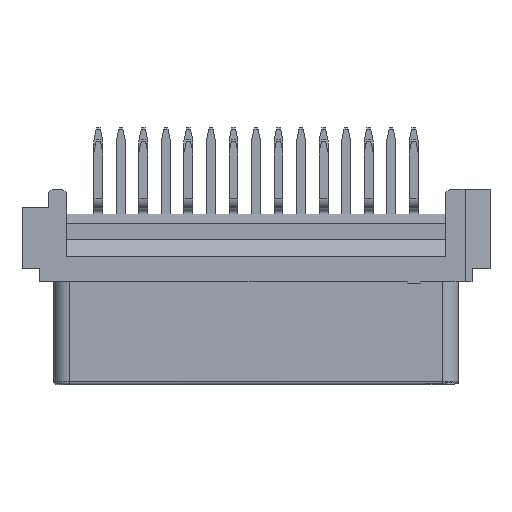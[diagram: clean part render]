
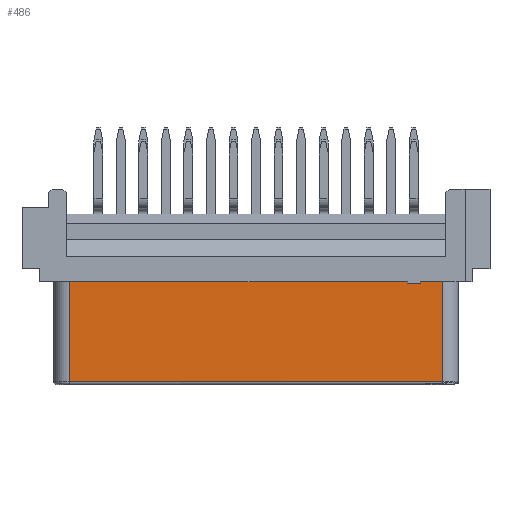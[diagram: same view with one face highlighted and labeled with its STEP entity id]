
A CAD part, top view. The second image highlights one B-rep face of the part: STEP entity #486.
In plain terms, the highlighted planar face has unit normal (0, 0, 1).
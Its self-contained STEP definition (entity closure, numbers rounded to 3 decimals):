
#93=CARTESIAN_POINT('',(12.44,-5.2,2.7));
#94=VERTEX_POINT('',#93);
#101=CARTESIAN_POINT('',(13.69,-5.2,2.7));
#102=VERTEX_POINT('',#101);
#103=CARTESIAN_POINT('',(12.44,-5.2,2.7));
#104=DIRECTION('',(1.,0.,0.));
#105=VECTOR('',#104,1.25);
#106=LINE('',#103,#105);
#107=EDGE_CURVE('',#94,#102,#106,.T.);
#150=CARTESIAN_POINT('',(-7.34,-5.2,2.7));
#151=VERTEX_POINT('',#150);
#159=CARTESIAN_POINT('',(11.69,-5.2,2.7));
#160=VERTEX_POINT('',#159);
#161=CARTESIAN_POINT('',(-7.34,-5.2,2.7));
#162=DIRECTION('',(1.,0.,0.));
#163=VECTOR('',#162,19.03);
#164=LINE('',#161,#163);
#165=EDGE_CURVE('',#151,#160,#164,.T.);
#414=CARTESIAN_POINT('',(12.44,-5.3,2.7));
#415=VERTEX_POINT('',#414);
#416=CARTESIAN_POINT('',(12.44,-5.3,2.7));
#417=DIRECTION('',(0.,1.,0.));
#418=VECTOR('',#417,0.1);
#419=LINE('',#416,#418);
#420=EDGE_CURVE('',#415,#94,#419,.T.);
#440=CARTESIAN_POINT('',(3.175,-8.025,2.7));
#441=DIRECTION('',(-1.,0.,0.));
#442=DIRECTION('',(0.,0.,1.));
#443=AXIS2_PLACEMENT_3D('',#440,#442,#441);
#444=PLANE('',#443);
#445=ORIENTED_EDGE('',*,*,#107,.F.);
#446=ORIENTED_EDGE('',*,*,#420,.F.);
#447=CARTESIAN_POINT('',(11.69,-5.3,2.7));
#448=VERTEX_POINT('',#447);
#449=CARTESIAN_POINT('',(12.44,-5.3,2.7));
#450=DIRECTION('',(-1.,0.,0.));
#451=VECTOR('',#450,0.75);
#452=LINE('',#449,#451);
#453=EDGE_CURVE('',#415,#448,#452,.T.);
#454=ORIENTED_EDGE('',*,*,#453,.T.);
#455=CARTESIAN_POINT('',(11.69,-5.3,2.7));
#456=DIRECTION('',(0.,1.,0.));
#457=VECTOR('',#456,0.1);
#458=LINE('',#455,#457);
#459=EDGE_CURVE('',#448,#160,#458,.T.);
#460=ORIENTED_EDGE('',*,*,#459,.T.);
#461=ORIENTED_EDGE('',*,*,#165,.F.);
#462=CARTESIAN_POINT('',(-7.34,-10.85,2.7));
#463=VERTEX_POINT('',#462);
#464=CARTESIAN_POINT('',(-7.34,-5.2,2.7));
#465=DIRECTION('',(0.,-1.,0.));
#466=VECTOR('',#465,5.65);
#467=LINE('',#464,#466);
#468=EDGE_CURVE('',#151,#463,#467,.T.);
#469=ORIENTED_EDGE('',*,*,#468,.T.);
#470=CARTESIAN_POINT('',(13.69,-10.85,2.7));
#471=VERTEX_POINT('',#470);
#472=CARTESIAN_POINT('',(-7.34,-10.85,2.7));
#473=DIRECTION('',(1.,0.,0.));
#474=VECTOR('',#473,21.03);
#475=LINE('',#472,#474);
#476=EDGE_CURVE('',#463,#471,#475,.T.);
#477=ORIENTED_EDGE('',*,*,#476,.T.);
#478=CARTESIAN_POINT('',(13.69,-10.85,2.7));
#479=DIRECTION('',(0.,1.,0.));
#480=VECTOR('',#479,5.65);
#481=LINE('',#478,#480);
#482=EDGE_CURVE('',#471,#102,#481,.T.);
#483=ORIENTED_EDGE('',*,*,#482,.T.);
#484=EDGE_LOOP('',(#445,#446,#454,#460,#461,#469,#477,#483));
#485=FACE_OUTER_BOUND('',#484,.T.);
#486=ADVANCED_FACE('',(#485),#444,.T.);
